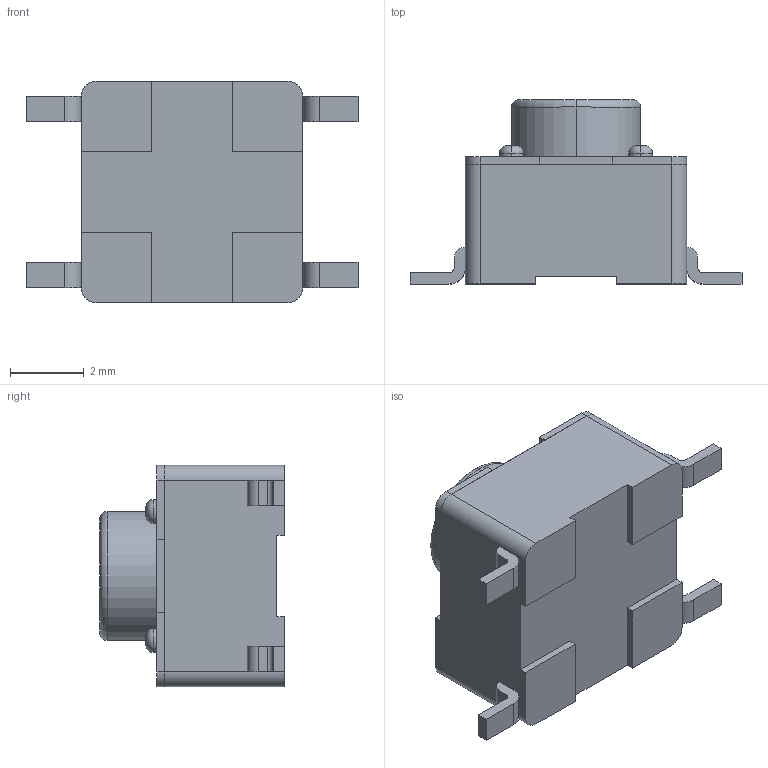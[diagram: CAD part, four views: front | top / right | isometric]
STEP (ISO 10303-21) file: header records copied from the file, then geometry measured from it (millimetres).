
FILE_DESCRIPTION (( 'STEP AP214' ), '1' );
FILE_NAME ('PTS645SH50SMTR92 LFS.STEP', '2025-03-29T02:29:49', ( '' ), ( '' ), 'SwSTEP 2.0', 'SolidWorks 2021', '' );
FILE_SCHEMA (( 'AUTOMOTIVE_DESIGN' ));
Length unit declared in the file: millimetre
Products named in the file (1): PTS645SH50SMTR92 LFS
Bounding box: 9 x 5 x 6 mm (x, y, z)
Volume: 135.9 mm3; surface area: 243.5 mm2
Topology: 6 solids, 6 shells, 123 faces, 308 edges, 202 vertices
Faces by surface type: plane 73, cylinder 40, torus 10
Entity records: 3781 total; most frequent: DIRECTION 656, CARTESIAN_POINT 634, ORIENTED_EDGE 616, EDGE_CURVE 308, AXIS2_PLACEMENT_3D 224, VECTOR 208, LINE 208, VERTEX_POINT 202
